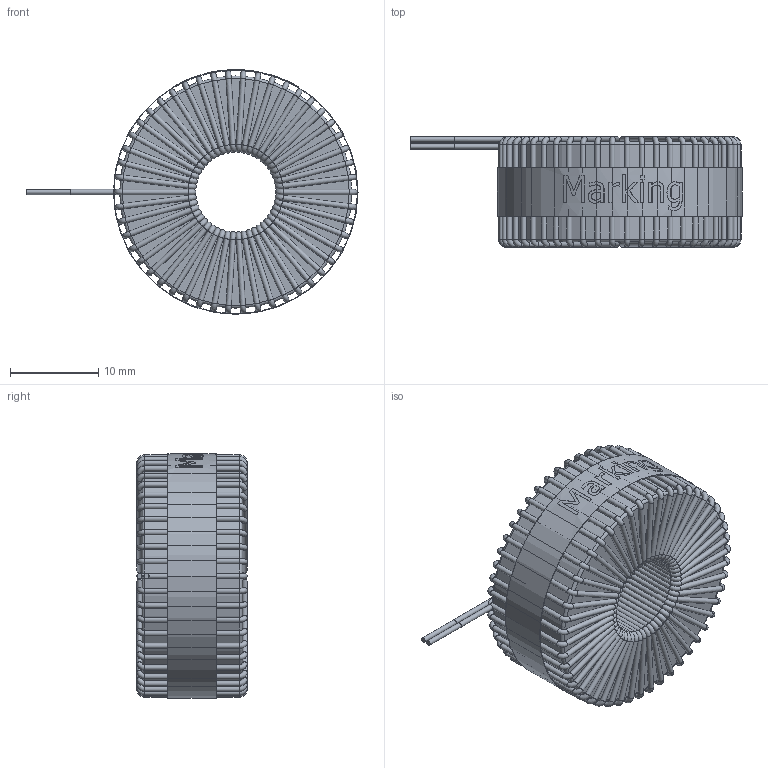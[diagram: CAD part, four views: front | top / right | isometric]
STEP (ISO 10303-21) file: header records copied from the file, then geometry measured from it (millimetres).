
FILE_DESCRIPTION(/* description */ (''),/* implementation_level */ '2;1');
FILE_NAME(/* name */ 'Toroid serie 1290-52.stp',/* time_stamp */ '2024-03-22T11:17:48+01:00',/* author */ ('mt'),/* organization */ (''),/* preprocessor_version */ 'ST-DEVELOPER v20',/* originating_system */ 'Autodesk Inventor 2024',/* authorisation */ '');
FILE_SCHEMA (('CONFIG_CONTROL_DESIGN'));
Length unit declared in the file: millimetre
Products named in the file (1): Toroid serie 1290-52
Bounding box: 37.6 x 12.5 x 27.71 mm (x, y, z)
Volume: 5830.9 mm3; surface area: 6976.1 mm2
Topology: 53 solids, 53 shells, 581 faces, 1789 edges, 1227 vertices
Faces by surface type: cylinder 266, torus 204, plane 61, bspline 50
Full cylindrical faces by diameter (mm): 0.58 x2, 0.6 x201, 10.2 x1, 26.3 x1, 27.7 x1
Entity records: 22848 total; most frequent: CARTESIAN_POINT 5159, DIRECTION 3924, ORIENTED_EDGE 3580, EDGE_CURVE 1790, AXIS2_PLACEMENT_3D 1703, VERTEX_POINT 1228, CIRCLE 1171, STYLED_ITEM 621
